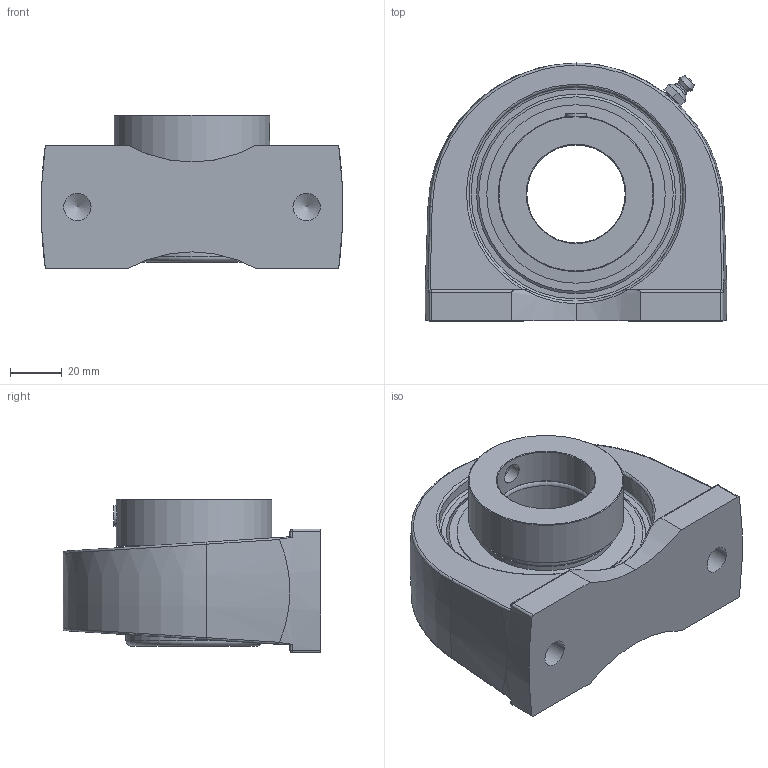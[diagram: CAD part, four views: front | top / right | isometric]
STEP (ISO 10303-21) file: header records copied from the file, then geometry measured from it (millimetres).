
FILE_DESCRIPTION(('HOOPS Exchange Step'),'2;1');
FILE_NAME('export-5F8AA07B-B218-4994-8550-A1BDB6E6A035.stp','2019-12-13T14:57:28-08:00',('ibuslach'),('Alibre'),'HOOPS Exchange 2019.2','Alibre','Unknown authorisation');
FILE_SCHEMA( ('AP242_MANAGED_MODEL_BASED_3D_ENGINEERING_MIM_LF {1 0 10303 442 1 1 4 }') );
Length unit declared in the file: centimetre
Products named in the file (8): MRN SPA 208; UCP ZERK 6mm; SHC 208-24 Races; SHC 208-24 Flinger; SHC 208-24 Collar; SHC 207 SS; MRN SHC 208-24; MRN SHCPA 208-24
Assembly tree (7 placements, depth 3):
  MRN SHCPA 208-24
    MRN SPA 208
    UCP ZERK 6mm
    MRN SHC 208-24
      SHC 208-24 Races
      SHC 208-24 Flinger
      SHC 208-24 Collar
      SHC 207 SS
Bounding box: 117 x 100 x 59.56 mm (x, y, z)
Volume: 289537.2 mm3; surface area: 83913.2 mm2
Topology: 20 solids, 20 shells, 191 faces, 515 edges, 330 vertices
Faces by surface type: cylinder 54, plane 49, cone 26, sphere 25, torus 21, bspline 16
Full cylindrical faces by diameter (mm): 1.506 x2, 6 x2, 7.925 x1, 7.938 x2, 10.592 x2, 38.1 x2, 48.768 x2, 52.832 x4, 53.848 x2, 60.3 x1, 69.215 x4, 83.195 x2
Entity records: 11841 total; most frequent: CARTESIAN_POINT 7036, DIRECTION 977, ORIENTED_EDGE 952, EDGE_CURVE 476, AXIS2_PLACEMENT_3D 420, VERTEX_POINT 330, CIRCLE 216, EDGE_LOOP 216
